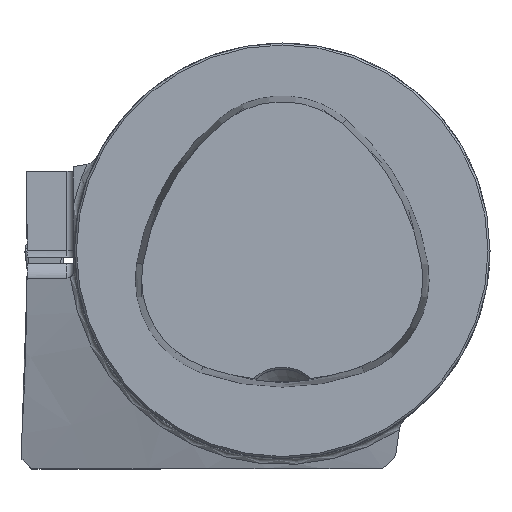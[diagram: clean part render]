
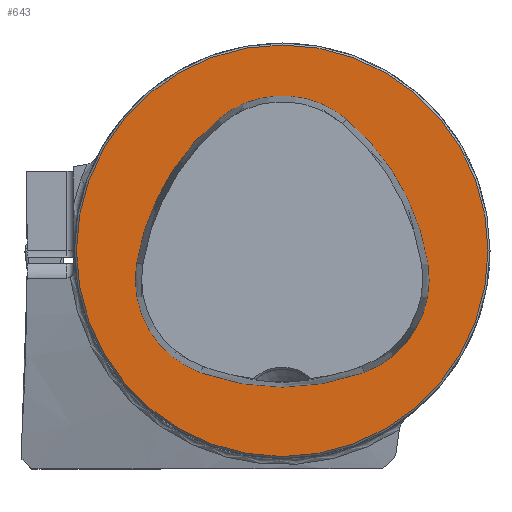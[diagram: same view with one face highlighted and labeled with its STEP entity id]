
A CAD part, top view. The second image highlights one B-rep face of the part: STEP entity #643.
In plain terms, the highlighted planar face has unit normal (0, 0, 1).
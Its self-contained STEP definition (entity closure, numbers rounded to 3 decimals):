
#108=FACE_BOUND('',#892,.T.);
#109=FACE_BOUND('',#893,.T.);
#136=PLANE('',#2409);
#643=ADVANCED_FACE('CU_FL_N1_SU_1',(#108,#109),#136,.T.);
#892=EDGE_LOOP('',(#1262,#1263,#1264,#1265,#1266,#1267));
#893=EDGE_LOOP('',(#1268));
#999=CIRCLE('',#2400,36.075);
#1001=CIRCLE('',#2403,36.075);
#1002=CIRCLE('',#2404,15.075);
#1003=CIRCLE('',#2405,36.075);
#1004=CIRCLE('',#2406,15.075);
#1005=CIRCLE('',#2407,15.075);
#1006=CIRCLE('',#2408,31.2);
#1262=ORIENTED_EDGE('',*,*,#2063,.F.);
#1263=ORIENTED_EDGE('',*,*,#2064,.F.);
#1264=ORIENTED_EDGE('',*,*,#2065,.F.);
#1265=ORIENTED_EDGE('',*,*,#2066,.F.);
#1266=ORIENTED_EDGE('',*,*,#2060,.F.);
#1267=ORIENTED_EDGE('',*,*,#2067,.F.);
#1268=ORIENTED_EDGE('',*,*,#2068,.T.);
#1812=VERTEX_POINT('',#3928);
#1813=VERTEX_POINT('',#3930);
#1815=VERTEX_POINT('',#3936);
#1816=VERTEX_POINT('',#3937);
#1817=VERTEX_POINT('',#3939);
#1818=VERTEX_POINT('',#3941);
#1819=VERTEX_POINT('',#3945);
#2060=EDGE_CURVE('',#1812,#1813,#999,.T.);
#2063=EDGE_CURVE('',#1815,#1816,#1001,.T.);
#2064=EDGE_CURVE('',#1817,#1815,#1002,.T.);
#2065=EDGE_CURVE('',#1818,#1817,#1003,.T.);
#2066=EDGE_CURVE('',#1813,#1818,#1004,.T.);
#2067=EDGE_CURVE('',#1816,#1812,#1005,.T.);
#2068=EDGE_CURVE('',#1819,#1819,#1006,.T.);
#2400=AXIS2_PLACEMENT_3D('',#3929,#2760,#2761);
#2403=AXIS2_PLACEMENT_3D('',#3935,#2767,#2768);
#2404=AXIS2_PLACEMENT_3D('',#3938,#2769,#2770);
#2405=AXIS2_PLACEMENT_3D('',#3940,#2771,#2772);
#2406=AXIS2_PLACEMENT_3D('',#3942,#2773,#2774);
#2407=AXIS2_PLACEMENT_3D('',#3943,#2775,#2776);
#2408=AXIS2_PLACEMENT_3D('',#3944,#2777,#2778);
#2409=AXIS2_PLACEMENT_3D('',#3946,#2779,#2780);
#2760=DIRECTION('',(0.,0.,1.));
#2761=DIRECTION('',(1.,0.,0.));
#2767=DIRECTION('',(0.,0.,1.));
#2768=DIRECTION('',(1.,0.,0.));
#2769=DIRECTION('',(0.,0.,1.));
#2770=DIRECTION('',(1.,0.,0.));
#2771=DIRECTION('',(0.,0.,1.));
#2772=DIRECTION('',(1.,0.,0.));
#2773=DIRECTION('',(0.,0.,1.));
#2774=DIRECTION('',(1.,0.,0.));
#2775=DIRECTION('',(0.,0.,1.));
#2776=DIRECTION('',(1.,0.,0.));
#2777=DIRECTION('',(0.,0.,1.));
#2778=DIRECTION('',(1.,0.,0.));
#2779=DIRECTION('',(0.,0.,1.));
#2780=DIRECTION('',(1.,0.,0.));
#3928=CARTESIAN_POINT('',(-12.368,-18.489,0.));
#3929=CARTESIAN_POINT('',(0.,15.4,0.));
#3930=CARTESIAN_POINT('',(12.368,-18.489,0.));
#3935=CARTESIAN_POINT('',(13.535,-7.656,0.));
#3936=CARTESIAN_POINT('',(-9.716,19.927,0.));
#3937=CARTESIAN_POINT('',(-22.084,-1.937,0.));
#3938=CARTESIAN_POINT('',(0.,8.4,0.));
#3939=CARTESIAN_POINT('',(9.716,19.927,0.));
#3940=CARTESIAN_POINT('',(-13.535,-7.656,0.));
#3941=CARTESIAN_POINT('',(22.084,-1.937,0.));
#3942=CARTESIAN_POINT('',(7.2,-4.327,0.));
#3943=CARTESIAN_POINT('',(-7.2,-4.327,0.));
#3944=CARTESIAN_POINT('',(0.,0.,0.));
#3945=CARTESIAN_POINT('',(31.2,0.,0.));
#3946=CARTESIAN_POINT('',(0.,0.,0.));
